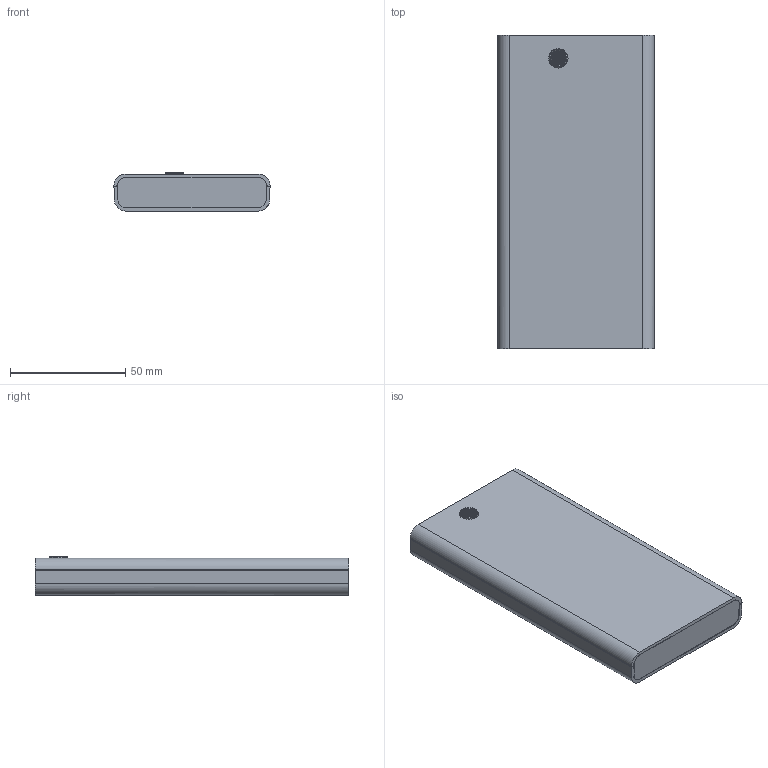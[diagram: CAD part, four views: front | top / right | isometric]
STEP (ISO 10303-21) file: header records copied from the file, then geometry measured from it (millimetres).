
FILE_DESCRIPTION((''),'2;1');
FILE_NAME('A73-2_ASM','2019-07-02T',('Admin'),(''),'CREO PARAMETRIC BY PTC INC, 2014350','CREO PARAMETRIC BY PTC INC, 2014350','');
FILE_SCHEMA(('CONFIG_CONTROL_DESIGN'));
Length unit declared in the file: millimetre
Products named in the file (6): FRONT; BACK; A73-KEY; ZHIJIA-1; ZHIJIAGAI-1; A73-2_ASM
Assembly tree (5 placements, depth 2):
  A73-2_ASM
    FRONT
    BACK
    A73-KEY
    ZHIJIA-1
    ZHIJIAGAI-1
Bounding box: 67.76 x 136 x 16.5 mm (x, y, z)
Volume: 37793.3 mm3; surface area: 55659 mm2
Topology: 5 solids, 5 shells, 1291 faces, 3449 edges, 2215 vertices
Faces by surface type: plane 894, cylinder 203, cone 160, bspline 14, torus 12, extrusion 8
Entity records: 41476 total; most frequent: CARTESIAN_POINT 8914, ORIENTED_EDGE 6894, DIRECTION 6455, EDGE_CURVE 3447, VECTOR 2735, LINE 2727, VERTEX_POINT 2215, AXIS2_PLACEMENT_3D 1860
